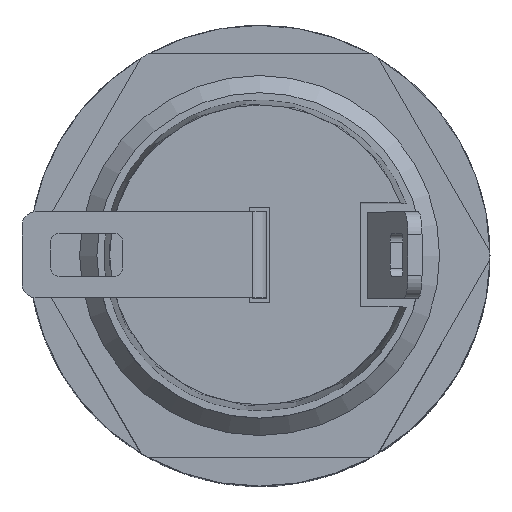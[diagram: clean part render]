
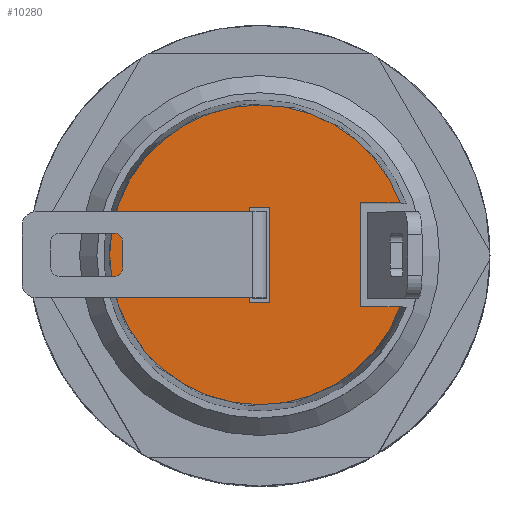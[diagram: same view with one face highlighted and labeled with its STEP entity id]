
A CAD part, top view. The second image highlights one B-rep face of the part: STEP entity #10280.
In plain terms, the highlighted planar face has unit normal (0, 0, 1).
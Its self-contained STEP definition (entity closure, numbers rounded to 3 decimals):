
#65=LINE('',#14285,#660);
#66=LINE('',#14288,#661);
#67=LINE('',#14289,#662);
#68=LINE('',#14290,#663);
#69=LINE('',#14293,#664);
#70=LINE('',#14295,#665);
#71=LINE('',#14297,#666);
#660=VECTOR('',#11700,1000.);
#661=VECTOR('',#11701,1000.);
#662=VECTOR('',#11702,1000.);
#663=VECTOR('',#11703,1000.);
#664=VECTOR('',#11704,1000.);
#665=VECTOR('',#11705,1000.);
#666=VECTOR('',#11706,1000.);
#1263=ORIENTED_EDGE('',*,*,#3607,.T.);
#1264=ORIENTED_EDGE('',*,*,#3608,.T.);
#1265=ORIENTED_EDGE('',*,*,#3606,.T.);
#1266=ORIENTED_EDGE('',*,*,#3609,.T.);
#1267=ORIENTED_EDGE('',*,*,#3610,.T.);
#1268=ORIENTED_EDGE('',*,*,#3611,.T.);
#1269=ORIENTED_EDGE('',*,*,#3612,.T.);
#1270=ORIENTED_EDGE('',*,*,#3613,.T.);
#3606=EDGE_CURVE('',#4775,#4778,#5560,.T.);
#3607=EDGE_CURVE('',#4779,#4780,#65,.T.);
#3608=EDGE_CURVE('',#4780,#4775,#66,.T.);
#3609=EDGE_CURVE('',#4778,#4779,#67,.T.);
#3610=EDGE_CURVE('',#4781,#4782,#68,.T.);
#3611=EDGE_CURVE('',#4782,#4783,#69,.T.);
#3612=EDGE_CURVE('',#4783,#4784,#70,.T.);
#3613=EDGE_CURVE('',#4784,#4781,#71,.T.);
#4775=VERTEX_POINT('',#14265);
#4778=VERTEX_POINT('',#14282);
#4779=VERTEX_POINT('',#14286);
#4780=VERTEX_POINT('',#14287);
#4781=VERTEX_POINT('',#14291);
#4782=VERTEX_POINT('',#14292);
#4783=VERTEX_POINT('',#14294);
#4784=VERTEX_POINT('',#14296);
#5560=CIRCLE('',#10703,5.205);
#6129=EDGE_LOOP('',(#1263,#1264,#1265,#1266));
#6130=EDGE_LOOP('',(#1267,#1268,#1269,#1270));
#6570=FACE_BOUND('',#6129,.T.);
#6571=FACE_BOUND('',#6130,.T.);
#7007=PLANE('',#10704);
#10280=ADVANCED_FACE('',(#6570,#6571),#7007,.T.);
#10703=AXIS2_PLACEMENT_3D('',#14283,#11696,#11697);
#10704=AXIS2_PLACEMENT_3D('',#14284,#11698,#11699);
#11696=DIRECTION('',(0.,0.,1.));
#11697=DIRECTION('',(0.938,0.346,0.));
#11698=DIRECTION('',(0.,0.,1.));
#11699=DIRECTION('',(1.,0.,0.));
#11700=DIRECTION('',(0.,1.,0.));
#11701=DIRECTION('',(1.,0.,0.));
#11702=DIRECTION('',(-1.,0.,0.));
#11703=DIRECTION('',(-1.,0.,0.));
#11704=DIRECTION('',(0.,1.,0.));
#11705=DIRECTION('',(1.,0.,0.));
#11706=DIRECTION('',(0.,-1.,0.));
#14265=CARTESIAN_POINT('',(4.883,1.8,26.2));
#14282=CARTESIAN_POINT('',(4.883,-1.8,26.2));
#14283=CARTESIAN_POINT('',(0.,0.,26.2));
#14284=CARTESIAN_POINT('',(-10.058,-10.009,26.2));
#14285=CARTESIAN_POINT('',(3.5,-1.8,26.2));
#14286=CARTESIAN_POINT('',(3.5,-1.8,26.2));
#14287=CARTESIAN_POINT('',(3.5,1.8,26.2));
#14288=CARTESIAN_POINT('',(3.5,1.8,26.2));
#14289=CARTESIAN_POINT('',(4.883,-1.8,26.2));
#14290=CARTESIAN_POINT('',(0.35,-1.65,26.2));
#14291=CARTESIAN_POINT('',(0.35,-1.65,26.2));
#14292=CARTESIAN_POINT('',(-0.35,-1.65,26.2));
#14293=CARTESIAN_POINT('',(-0.35,-1.65,26.2));
#14294=CARTESIAN_POINT('',(-0.35,1.65,26.2));
#14295=CARTESIAN_POINT('',(-0.35,1.65,26.2));
#14296=CARTESIAN_POINT('',(0.35,1.65,26.2));
#14297=CARTESIAN_POINT('',(0.35,1.65,26.2));
